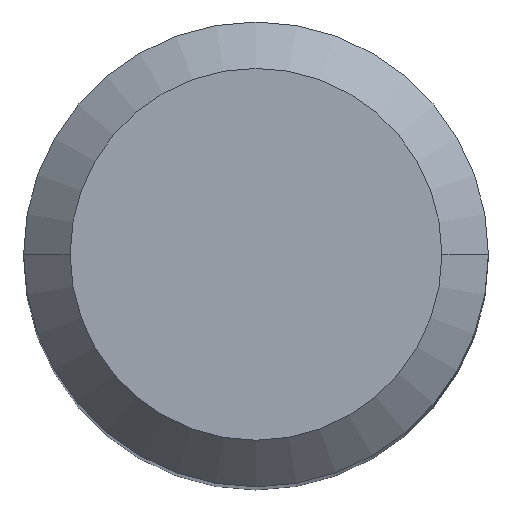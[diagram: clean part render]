
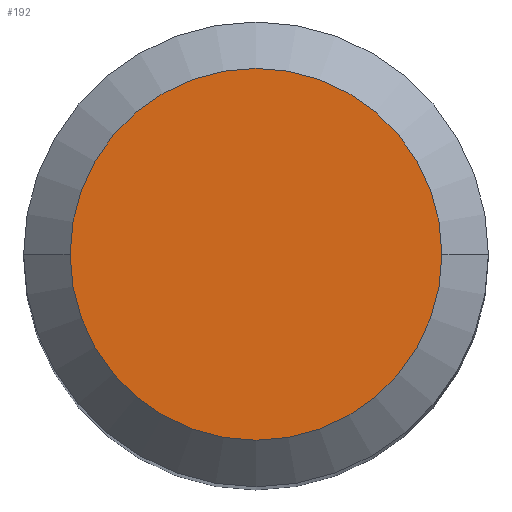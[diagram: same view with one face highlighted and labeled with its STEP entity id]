
A CAD part, top view. The second image highlights one B-rep face of the part: STEP entity #192.
In plain terms, the highlighted planar face has unit normal (0, 0, 1).
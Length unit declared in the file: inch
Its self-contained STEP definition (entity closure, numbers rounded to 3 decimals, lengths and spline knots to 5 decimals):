
#35 = FACE_OUTER_BOUND ( 'NONE', #86, .T. ) ;
#39 = AXIS2_PLACEMENT_3D ( 'NONE', #365, #261, #340 ) ;
#53 = DIRECTION ( 'NONE',  ( 1., 0., 0. ) ) ;
#81 = EDGE_CURVE ( 'NONE', #253, #379, #135, .T. ) ;
#82 = DIRECTION ( 'NONE',  ( -1., 0., 0. ) ) ;
#86 = EDGE_LOOP ( 'NONE', ( #201, #106 ) ) ;
#98 = CARTESIAN_POINT ( 'NONE',  ( -0.15748, 0., 0. ) ) ;
#106 = ORIENTED_EDGE ( 'NONE', *, *, #217, .T. ) ;
#114 = DIRECTION ( 'NONE',  ( 0., 0., 1. ) ) ;
#135 = CIRCLE ( 'NONE', #421, 0.15748 ) ;
#156 = PLANE ( 'NONE',  #282 ) ;
#192 = ADVANCED_FACE ( 'NONE', ( #35 ), #156, .F. ) ;
#201 = ORIENTED_EDGE ( 'NONE', *, *, #81, .T. ) ;
#217 = EDGE_CURVE ( 'NONE', #379, #253, #238, .T. ) ;
#238 = CIRCLE ( 'NONE', #39, 0.15748 ) ;
#253 = VERTEX_POINT ( 'NONE', #98 ) ;
#261 = DIRECTION ( 'NONE',  ( 0., 0., 1. ) ) ;
#277 = CARTESIAN_POINT ( 'NONE',  ( 0., 0., 0. ) ) ;
#279 = CARTESIAN_POINT ( 'NONE',  ( 0., 0., 0. ) ) ;
#282 = AXIS2_PLACEMENT_3D ( 'NONE', #277, #428, #82 ) ;
#340 = DIRECTION ( 'NONE',  ( 1., 0., 0. ) ) ;
#365 = CARTESIAN_POINT ( 'NONE',  ( 0., 0., 0. ) ) ;
#379 = VERTEX_POINT ( 'NONE', #408 ) ;
#408 = CARTESIAN_POINT ( 'NONE',  ( 0.15748, 0., 0. ) ) ;
#421 = AXIS2_PLACEMENT_3D ( 'NONE', #279, #114, #53 ) ;
#428 = DIRECTION ( 'NONE',  ( 0., 0., -1. ) ) ;
